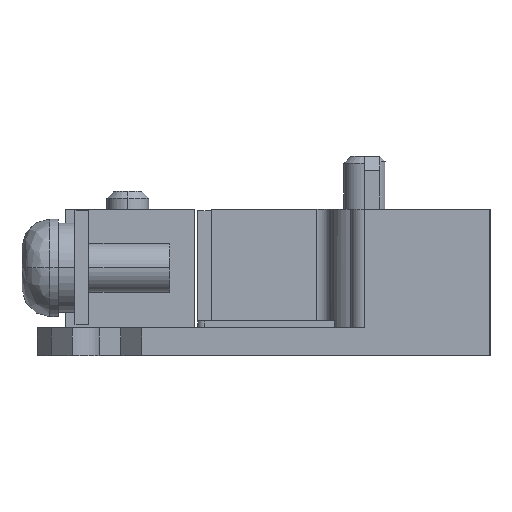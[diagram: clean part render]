
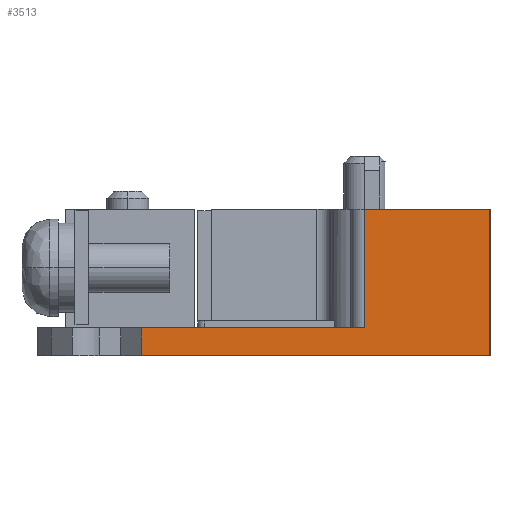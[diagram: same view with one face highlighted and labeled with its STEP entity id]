
A CAD part, left-side view. The second image highlights one B-rep face of the part: STEP entity #3513.
In plain terms, the highlighted planar face has unit normal (-1, 0, 0).
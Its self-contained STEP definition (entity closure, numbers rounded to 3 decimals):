
#63 = CARTESIAN_POINT ( 'NONE',  ( -19., 20., 2. ) ) ;
#73 = LINE ( 'NONE', #1838, #3939 ) ;
#437 = DIRECTION ( 'NONE',  ( 0., -1., 0. ) ) ;
#526 = CARTESIAN_POINT ( 'NONE',  ( -19., 0., 0. ) ) ;
#556 = CARTESIAN_POINT ( 'NONE',  ( -19., 4., 10.5 ) ) ;
#657 = CARTESIAN_POINT ( 'NONE',  ( -19., 20., 0. ) ) ;
#807 = DIRECTION ( 'NONE',  ( 0., 0., 1. ) ) ;
#994 = DIRECTION ( 'NONE',  ( 0., -1., 0. ) ) ;
#1014 = PLANE ( 'NONE',  #2608 ) ;
#1183 = LINE ( 'NONE', #5639, #3796 ) ;
#1398 = ORIENTED_EDGE ( 'NONE', *, *, #4285, .F. ) ;
#1428 = VERTEX_POINT ( 'NONE', #3528 ) ;
#1488 = EDGE_CURVE ( 'NONE', #1533, #4355, #5207, .T. ) ;
#1533 = VERTEX_POINT ( 'NONE', #4004 ) ;
#1666 = EDGE_CURVE ( 'NONE', #3156, #4537, #73, .T. ) ;
#1742 = LINE ( 'NONE', #63, #3748 ) ;
#1780 = ORIENTED_EDGE ( 'NONE', *, *, #3722, .F. ) ;
#1838 = CARTESIAN_POINT ( 'NONE',  ( -19., 4., 2. ) ) ;
#1901 = DIRECTION ( 'NONE',  ( 0., 0., -1. ) ) ;
#2294 = DIRECTION ( 'NONE',  ( 0., -1., 0. ) ) ;
#2309 = FACE_OUTER_BOUND ( 'NONE', #4733, .T. ) ;
#2608 = AXIS2_PLACEMENT_3D ( 'NONE', #2767, #4503, #1901 ) ;
#2767 = CARTESIAN_POINT ( 'NONE',  ( -19., 20., 2. ) ) ;
#3156 = VERTEX_POINT ( 'NONE', #4604 ) ;
#3315 = VECTOR ( 'NONE', #5184, 1000. ) ;
#3344 = ORIENTED_EDGE ( 'NONE', *, *, #5124, .F. ) ;
#3513 = ADVANCED_FACE ( 'NONE', ( #2309 ), #1014, .F. ) ;
#3528 = CARTESIAN_POINT ( 'NONE',  ( -19., 20., 2. ) ) ;
#3581 = DIRECTION ( 'NONE',  ( 0., 0., 1. ) ) ;
#3604 = CARTESIAN_POINT ( 'NONE',  ( -19., 20., 10.5 ) ) ;
#3605 = ORIENTED_EDGE ( 'NONE', *, *, #4372, .T. ) ;
#3722 = EDGE_CURVE ( 'NONE', #4073, #1428, #1183, .T. ) ;
#3748 = VECTOR ( 'NONE', #437, 1000. ) ;
#3796 = VECTOR ( 'NONE', #807, 1000. ) ;
#3939 = VECTOR ( 'NONE', #3581, 1000. ) ;
#4004 = CARTESIAN_POINT ( 'NONE',  ( -19., -5., 10.5 ) ) ;
#4073 = VERTEX_POINT ( 'NONE', #657 ) ;
#4285 = EDGE_CURVE ( 'NONE', #1428, #3156, #1742, .T. ) ;
#4355 = VERTEX_POINT ( 'NONE', #4817 ) ;
#4372 = EDGE_CURVE ( 'NONE', #4073, #4355, #4461, .T. ) ;
#4461 = LINE ( 'NONE', #526, #4749 ) ;
#4503 = DIRECTION ( 'NONE',  ( 1., 0., 0. ) ) ;
#4537 = VERTEX_POINT ( 'NONE', #556 ) ;
#4604 = CARTESIAN_POINT ( 'NONE',  ( -19., 4., 2. ) ) ;
#4686 = ORIENTED_EDGE ( 'NONE', *, *, #1666, .F. ) ;
#4733 = EDGE_LOOP ( 'NONE', ( #5239, #3344, #4686, #1398, #1780, #3605 ) ) ;
#4749 = VECTOR ( 'NONE', #2294, 1000. ) ;
#4817 = CARTESIAN_POINT ( 'NONE',  ( -19., -5., 0. ) ) ;
#4879 = LINE ( 'NONE', #3604, #5054 ) ;
#5054 = VECTOR ( 'NONE', #994, 1000. ) ;
#5124 = EDGE_CURVE ( 'NONE', #4537, #1533, #4879, .T. ) ;
#5184 = DIRECTION ( 'NONE',  ( 0., 0., -1. ) ) ;
#5207 = LINE ( 'NONE', #5641, #3315 ) ;
#5239 = ORIENTED_EDGE ( 'NONE', *, *, #1488, .F. ) ;
#5639 = CARTESIAN_POINT ( 'NONE',  ( -19., 20., 2. ) ) ;
#5641 = CARTESIAN_POINT ( 'NONE',  ( -19., -5., 2. ) ) ;
